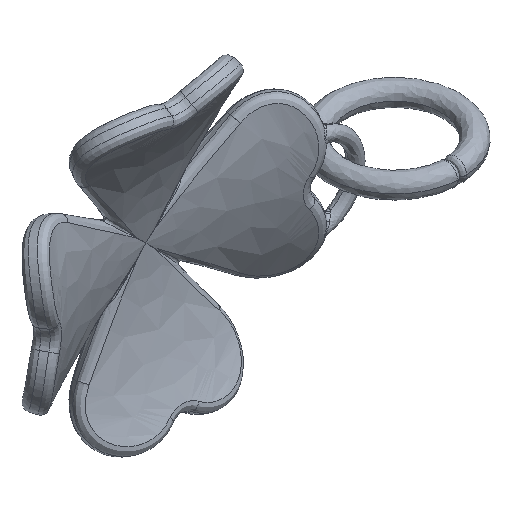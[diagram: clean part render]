
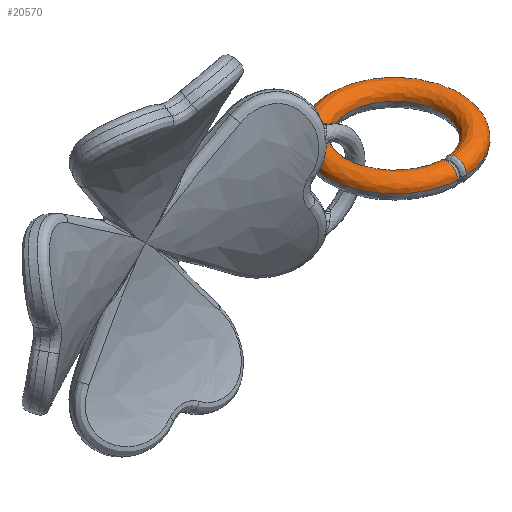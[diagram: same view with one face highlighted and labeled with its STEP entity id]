
A CAD part, isometric view. The second image highlights one B-rep face of the part: STEP entity #20570.
In plain terms, the highlighted free-form (B-spline) face has degree [2, 2] with [7, 5] control points.
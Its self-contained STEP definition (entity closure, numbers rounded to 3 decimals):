
#20345 = VERTEX_POINT('',#20346);
#20346 = CARTESIAN_POINT('',(11.55,9.965,
    0.));
#20353 = VERTEX_POINT('',#20354);
#20354 = CARTESIAN_POINT('',(11.583,8.822,
    0.));
#20467 = EDGE_CURVE('',#20353,#20345,#20468,.T.);
#20468 = B_SPLINE_CURVE_WITH_KNOTS('',3,(#20469,#20470,#20471,#20472,
    #20473,#20474,#20475,#20476,#20477,#20478,#20479,#20480,#20481,
    #20482,#20483,#20484,#20485,#20486),.UNSPECIFIED.,.F.,.F.,(4,1,1,1,1
    ,1,1,1,1,1,1,1,1,1,1,4),(0.,0.067,0.133,0.2,
    0.267,0.333,0.4,0.467,0.533,0.6,
    0.667,0.733,0.8,0.867,0.933,1.),
  .UNSPECIFIED.);
#20469 = CARTESIAN_POINT('',(11.583,8.822,
    0.));
#20470 = CARTESIAN_POINT('',(11.583,8.822,
    0.04));
#20471 = CARTESIAN_POINT('',(11.583,8.831,
    0.121));
#20472 = CARTESIAN_POINT('',(11.582,8.868,
    0.234));
#20473 = CARTESIAN_POINT('',(11.581,8.928,
    0.338));
#20474 = CARTESIAN_POINT('',(11.579,9.008,
    0.427));
#20475 = CARTESIAN_POINT('',(11.576,9.105,
    0.497));
#20476 = CARTESIAN_POINT('',(11.573,9.214,
    0.546));
#20477 = CARTESIAN_POINT('',(11.57,9.331,
    0.572));
#20478 = CARTESIAN_POINT('',(11.567,9.451,
    0.572));
#20479 = CARTESIAN_POINT('',(11.563,9.568,
    0.548));
#20480 = CARTESIAN_POINT('',(11.56,9.678,
    0.5));
#20481 = CARTESIAN_POINT('',(11.556,9.776,
    0.43));
#20482 = CARTESIAN_POINT('',(11.554,9.856,
    0.342));
#20483 = CARTESIAN_POINT('',(11.552,9.917,
    0.238));
#20484 = CARTESIAN_POINT('',(11.55,9.956,
    0.122));
#20485 = CARTESIAN_POINT('',(11.55,9.965,
    0.041));
#20486 = CARTESIAN_POINT('',(11.55,9.965,
    0.));
#20570 = ADVANCED_FACE('',(#20571),#20619,.T.);
#20571 = FACE_BOUND('',#20572,.T.);
#20572 = EDGE_LOOP('',(#20573,#20585,#20586,#20598));
#20573 = ORIENTED_EDGE('',*,*,#20574,.F.);
#20574 = EDGE_CURVE('',#20345,#20575,#20577,.T.);
#20575 = VERTEX_POINT('',#20576);
#20576 = CARTESIAN_POINT('',(11.146,9.965,
    0.));
#20577 = ( BOUNDED_CURVE() B_SPLINE_CURVE(2,(#20578,#20579,#20580,#20581
    ,#20582,#20583,#20584),.UNSPECIFIED.,.F.,.F.) 
B_SPLINE_CURVE_WITH_KNOTS((3,2,2,3),(0.,2.039,4.078,
6.116),.PIECEWISE_BEZIER_KNOTS.) CURVE() 
GEOMETRIC_REPRESENTATION_ITEM() RATIONAL_B_SPLINE_CURVE((1.,0.524
,1.,0.524,1.,0.524,1.)) REPRESENTATION_ITEM('') );
#20578 = CARTESIAN_POINT('',(11.55,9.965,0.));
#20579 = CARTESIAN_POINT('',(15.482,10.293,0.));
#20580 = CARTESIAN_POINT('',(13.415,13.654,0.));
#20581 = CARTESIAN_POINT('',(11.348,17.015,0.));
#20582 = CARTESIAN_POINT('',(9.281,13.654,0.));
#20583 = CARTESIAN_POINT('',(7.214,10.293,0.));
#20584 = CARTESIAN_POINT('',(11.146,9.965,0.));
#20585 = ORIENTED_EDGE('',*,*,#20467,.F.);
#20586 = ORIENTED_EDGE('',*,*,#20587,.T.);
#20587 = EDGE_CURVE('',#20353,#20588,#20590,.T.);
#20588 = VERTEX_POINT('',#20589);
#20589 = CARTESIAN_POINT('',(11.112,8.822,
    0.));
#20590 = ( BOUNDED_CURVE() B_SPLINE_CURVE(2,(#20591,#20592,#20593,#20594
    ,#20595,#20596,#20597),.UNSPECIFIED.,.F.,.F.) 
B_SPLINE_CURVE_WITH_KNOTS((3,2,2,3),(0.,2.05,4.101,
6.151),.PIECEWISE_BEZIER_KNOTS.) CURVE() 
GEOMETRIC_REPRESENTATION_ITEM() RATIONAL_B_SPLINE_CURVE((1.,
    0.519,1.,0.519,1.,0.519,1.)) 
REPRESENTATION_ITEM('') );
#20591 = CARTESIAN_POINT('',(11.583,8.822,0.));
#20592 = CARTESIAN_POINT('',(17.449,9.21,0.));
#20593 = CARTESIAN_POINT('',(14.398,14.235,0.));
#20594 = CARTESIAN_POINT('',(11.348,19.259,0.));
#20595 = CARTESIAN_POINT('',(8.297,14.235,0.));
#20596 = CARTESIAN_POINT('',(5.247,9.21,0.));
#20597 = CARTESIAN_POINT('',(11.112,8.822,0.));
#20598 = ORIENTED_EDGE('',*,*,#20599,.F.);
#20599 = EDGE_CURVE('',#20575,#20588,#20600,.T.);
#20600 = B_SPLINE_CURVE_WITH_KNOTS('',3,(#20601,#20602,#20603,#20604,
    #20605,#20606,#20607,#20608,#20609,#20610,#20611,#20612,#20613,
    #20614,#20615,#20616,#20617,#20618),.UNSPECIFIED.,.F.,.F.,(4,1,1,1,1
    ,1,1,1,1,1,1,1,1,1,1,4),(0.,0.067,0.133,0.2,
    0.267,0.333,0.4,0.467,0.533,0.6,
    0.667,0.733,0.8,0.867,0.933,1.),
  .UNSPECIFIED.);
#20601 = CARTESIAN_POINT('',(11.146,9.965,
    0.));
#20602 = CARTESIAN_POINT('',(11.146,9.965,
    0.04));
#20603 = CARTESIAN_POINT('',(11.145,9.956,
    0.121));
#20604 = CARTESIAN_POINT('',(11.144,9.918,
    0.235));
#20605 = CARTESIAN_POINT('',(11.142,9.858,
    0.339));
#20606 = CARTESIAN_POINT('',(11.139,9.777,
    0.429));
#20607 = CARTESIAN_POINT('',(11.136,9.679,
    0.499));
#20608 = CARTESIAN_POINT('',(11.132,9.569,
    0.548));
#20609 = CARTESIAN_POINT('',(11.129,9.451,
    0.572));
#20610 = CARTESIAN_POINT('',(11.125,9.33,0.572)
  );
#20611 = CARTESIAN_POINT('',(11.122,9.213,
    0.546));
#20612 = CARTESIAN_POINT('',(11.119,9.103,
    0.497));
#20613 = CARTESIAN_POINT('',(11.117,9.006,
    0.426));
#20614 = CARTESIAN_POINT('',(11.115,8.925,
    0.334));
#20615 = CARTESIAN_POINT('',(11.113,8.868,
    0.234));
#20616 = CARTESIAN_POINT('',(11.112,8.831,
    0.123));
#20617 = CARTESIAN_POINT('',(11.112,8.822,
    0.042));
#20618 = CARTESIAN_POINT('',(11.112,8.822,
    0.));
#20619 = ( BOUNDED_SURFACE() B_SPLINE_SURFACE(2,2,(
    (#20620,#20621,#20622,#20623,#20624)
    ,(#20625,#20626,#20627,#20628,#20629)
    ,(#20630,#20631,#20632,#20633,#20634)
    ,(#20635,#20636,#20637,#20638,#20639)
    ,(#20640,#20641,#20642,#20643,#20644)
    ,(#20645,#20646,#20647,#20648,#20649)
    ,(#20650,#20651,#20652,#20653,#20654
)),.UNSPECIFIED.,.F.,.F.,.F.) B_SPLINE_SURFACE_WITH_KNOTS((3,2,2,3),(3,2
    ,3),(3.205,5.256,7.306,9.357),(0.
    ,1.571,3.142),.PIECEWISE_BEZIER_KNOTS.) 
GEOMETRIC_REPRESENTATION_ITEM() RATIONAL_B_SPLINE_SURFACE((
    (1.,0.707,1.,0.707,1.)
    ,(0.519,0.367,0.519,0.367
      ,0.519)
    ,(1.,0.707,1.,0.707,1.)
    ,(0.519,0.367,0.519,0.367
      ,0.519)
    ,(1.,0.707,1.,0.707,1.)
    ,(0.519,0.367,0.519,0.367
      ,0.519)
,(1.,0.707,1.,0.707,1.
))) REPRESENTATION_ITEM('') SURFACE() );
#20620 = CARTESIAN_POINT('',(11.583,8.822,0.));
#20621 = CARTESIAN_POINT('',(11.583,8.822,
    0.571));
#20622 = CARTESIAN_POINT('',(11.546,9.392,
    0.571));
#20623 = CARTESIAN_POINT('',(11.508,9.961,
    0.571));
#20624 = CARTESIAN_POINT('',(11.508,9.961,
    0.));
#20625 = CARTESIAN_POINT('',(17.449,9.21,0.));
#20626 = CARTESIAN_POINT('',(17.449,9.21,
    0.571));
#20627 = CARTESIAN_POINT('',(16.472,9.718,
    0.571));
#20628 = CARTESIAN_POINT('',(15.496,10.225,
    0.571));
#20629 = CARTESIAN_POINT('',(15.496,10.225,
    0.));
#20630 = CARTESIAN_POINT('',(14.398,14.235,0.));
#20631 = CARTESIAN_POINT('',(14.398,14.235,
    0.571));
#20632 = CARTESIAN_POINT('',(13.91,13.938,
    0.571));
#20633 = CARTESIAN_POINT('',(13.422,13.642,
    0.571));
#20634 = CARTESIAN_POINT('',(13.422,13.642,
    0.));
#20635 = CARTESIAN_POINT('',(11.348,19.259,0.));
#20636 = CARTESIAN_POINT('',(11.348,19.259,
    0.571));
#20637 = CARTESIAN_POINT('',(11.348,18.159,
    0.571));
#20638 = CARTESIAN_POINT('',(11.348,17.059,
    0.571));
#20639 = CARTESIAN_POINT('',(11.348,17.059,
    0.));
#20640 = CARTESIAN_POINT('',(8.297,14.235,0.));
#20641 = CARTESIAN_POINT('',(8.297,14.235,
    0.571));
#20642 = CARTESIAN_POINT('',(8.785,13.938,
    0.571));
#20643 = CARTESIAN_POINT('',(9.274,13.642,
    0.571));
#20644 = CARTESIAN_POINT('',(9.274,13.642,
    0.));
#20645 = CARTESIAN_POINT('',(5.247,9.21,0.));
#20646 = CARTESIAN_POINT('',(5.247,9.21,
    0.571));
#20647 = CARTESIAN_POINT('',(6.223,9.718,
    0.571));
#20648 = CARTESIAN_POINT('',(7.199,10.225,
    0.571));
#20649 = CARTESIAN_POINT('',(7.199,10.225,
    0.));
#20650 = CARTESIAN_POINT('',(11.112,8.822,0.));
#20651 = CARTESIAN_POINT('',(11.112,8.822,
    0.571));
#20652 = CARTESIAN_POINT('',(11.15,9.392,
    0.571));
#20653 = CARTESIAN_POINT('',(11.188,9.961,
    0.571));
#20654 = CARTESIAN_POINT('',(11.188,9.961,
    0.));
